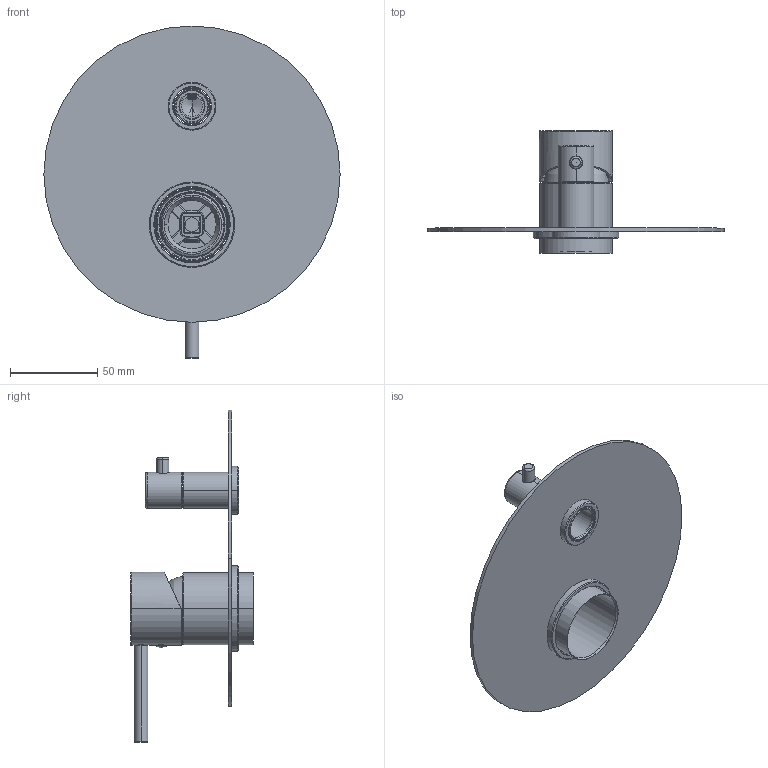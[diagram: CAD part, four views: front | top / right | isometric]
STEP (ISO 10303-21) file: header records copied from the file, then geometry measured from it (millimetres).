
FILE_DESCRIPTION((''),'2;1');
FILE_NAME('ALOG608E001','2022-09-02T14:45:11',('Michela Ferrini'),(''),'CREO PARAMETRIC BY PTC INC, 2020281','CREO PARAMETRIC BY PTC INC, 2020281','');
FILE_SCHEMA(('CONFIG_CONTROL_DESIGN'));
Length unit declared in the file: millimetre
Products named in the file (15): SINMAC0010; SCCMAC0011; ALOG005C004; ALOG005C002; ALOG005A001; SPLMAC0005; SDVMAC0005; AOTT005C003; SVGMAC0014; AOTT005C004; ALOG608C001; AOTT608C002; AOTT608C003; ALOG608W001; ALOG608E001
Assembly tree (14 placements, depth 3):
  ALOG608E001
    SINMAC0010
    SCCMAC0011
    ALOG005A001
      ALOG005C004
      ALOG005C002
    SPLMAC0005
    SDVMAC0005
    AOTT005C003
    SVGMAC0014
    AOTT005C004
    ALOG608W001
      ALOG608C001
      AOTT608C002
      AOTT608C003
Bounding box: 170 x 70.5 x 190.5 mm (x, y, z)
Volume: 68834.7 mm3; surface area: 80666.5 mm2
Topology: 12 solids, 17 shells, 446 faces, 1083 edges, 690 vertices
Faces by surface type: cylinder 167, plane 97, cone 73, bspline 67, torus 31, sphere 11
Entity records: 21760 total; most frequent: CARTESIAN_POINT 11414, ORIENTED_EDGE 2086, DIRECTION 2069, EDGE_CURVE 1055, AXIS2_PLACEMENT_3D 840, VERTEX_POINT 650, EDGE_LOOP 485, FACE_OUTER_BOUND 446
